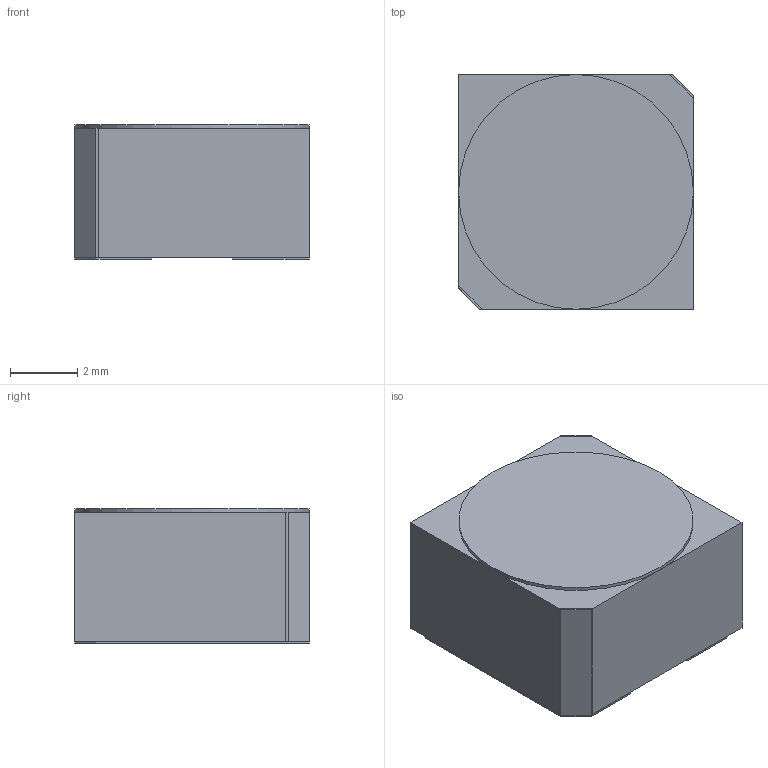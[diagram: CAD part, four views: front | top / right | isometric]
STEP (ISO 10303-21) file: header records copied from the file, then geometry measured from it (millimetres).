
FILE_DESCRIPTION(/* description */ (''),/* implementation_level */ '2;1');
FILE_NAME(/* name */ 'IND_NIC_NPIS64D.stp',/* time_stamp */ '2015-06-09T11:56:24+02:00',/* author */ ('admchouv'),/* organization */ (''),/* preprocessor_version */ 'ST-DEVELOPER v15.5',/* originating_system */ 'AutoCAD Mechanical',/* authorisation */ '');
FILE_SCHEMA (('AUTOMOTIVE_DESIGN { 1 0 10303 214 3 1 1 }'));
Length unit declared in the file: millimetre
Products named in the file (1): Product
Bounding box: 7 x 7 x 4 mm (x, y, z)
Volume: 192.2 mm3; surface area: 349.1 mm2
Topology: 6 solids, 6 shells, 43 faces, 93 edges, 62 vertices
Faces by surface type: plane 40, cylinder 3
Full cylindrical faces by diameter (mm): 7 x1
Entity records: 1182 total; most frequent: CARTESIAN_POINT 198, DIRECTION 186, ORIENTED_EDGE 184, EDGE_CURVE 92, LINE 86, VECTOR 86, VERTEX_POINT 62, AXIS2_PLACEMENT_3D 50
